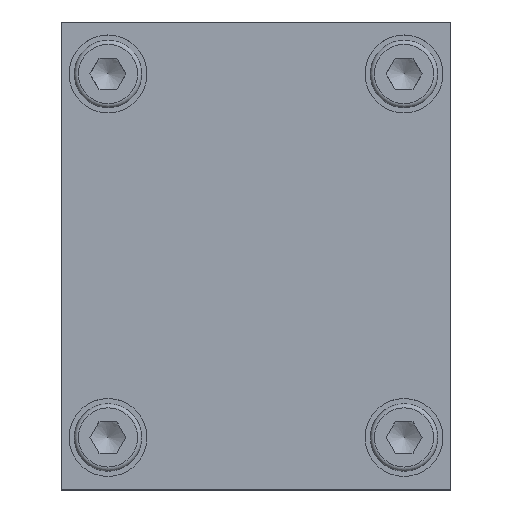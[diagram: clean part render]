
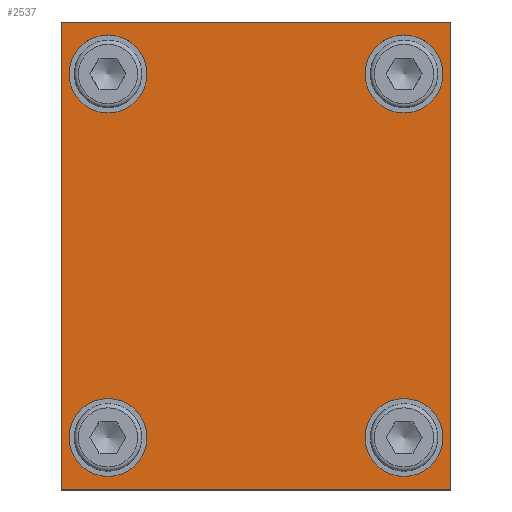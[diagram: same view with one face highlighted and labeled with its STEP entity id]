
A CAD part, top view. The second image highlights one B-rep face of the part: STEP entity #2537.
In plain terms, the highlighted planar face has unit normal (0, 0, 1).
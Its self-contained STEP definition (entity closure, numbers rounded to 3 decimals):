
#1964=CARTESIAN_POINT('',(37.5,45.0,30.0));
#1965=VERTEX_POINT('',#1964);
#1972=CARTESIAN_POINT('',(37.5,-45.,30.0));
#1973=VERTEX_POINT('',#1972);
#1974=CARTESIAN_POINT('',(37.5,45.0,30.0));
#1975=DIRECTION('',(0.0,-1.0,0.0));
#1976=VECTOR('',#1975,90.0);
#1977=LINE('',#1974,#1976);
#1978=EDGE_CURVE('',#1965,#1973,#1977,.T.);
#2089=CARTESIAN_POINT('',(-21.,-35.0,30.0));
#2090=VERTEX_POINT('',#2089);
#2091=CARTESIAN_POINT('',(-28.5,-35.0,30.0));
#2092=DIRECTION('',(0.0,0.0,-1.0));
#2093=DIRECTION('',(1.0,0.0,0.0));
#2094=AXIS2_PLACEMENT_3D('',#2091,#2092,#2093);
#2095=CIRCLE('',#2094,7.5);
#2096=EDGE_CURVE('',#2090,#2090,#2095,.T.);
#2191=CARTESIAN_POINT('',(36.0,-35.0,30.0));
#2192=VERTEX_POINT('',#2191);
#2193=CARTESIAN_POINT('',(28.5,-35.0,30.0));
#2194=DIRECTION('',(0.0,0.0,-1.0));
#2195=DIRECTION('',(1.0,0.0,0.0));
#2196=AXIS2_PLACEMENT_3D('',#2193,#2194,#2195);
#2197=CIRCLE('',#2196,7.5);
#2198=EDGE_CURVE('',#2192,#2192,#2197,.T.);
#2293=CARTESIAN_POINT('',(36.0,35.0,30.0));
#2294=VERTEX_POINT('',#2293);
#2295=CARTESIAN_POINT('',(28.5,35.0,30.0));
#2296=DIRECTION('',(0.0,0.0,-1.0));
#2297=DIRECTION('',(1.0,0.0,0.0));
#2298=AXIS2_PLACEMENT_3D('',#2295,#2296,#2297);
#2299=CIRCLE('',#2298,7.5);
#2300=EDGE_CURVE('',#2294,#2294,#2299,.T.);
#2387=CARTESIAN_POINT('',(-21.,35.0,30.0));
#2388=VERTEX_POINT('',#2387);
#2389=CARTESIAN_POINT('',(-28.5,35.0,30.0));
#2390=DIRECTION('',(0.0,0.0,-1.0));
#2391=DIRECTION('',(1.0,0.0,0.0));
#2392=AXIS2_PLACEMENT_3D('',#2389,#2390,#2391);
#2393=CIRCLE('',#2392,7.5);
#2394=EDGE_CURVE('',#2388,#2388,#2393,.T.);
#2440=CARTESIAN_POINT('',(-37.5,-45.,30.0));
#2441=VERTEX_POINT('',#2440);
#2442=CARTESIAN_POINT('',(37.5,-45.,30.0));
#2443=DIRECTION('',(-1.0,0.0,0.0));
#2444=VECTOR('',#2443,75.0);
#2445=LINE('',#2442,#2444);
#2446=EDGE_CURVE('',#1973,#2441,#2445,.T.);
#2479=CARTESIAN_POINT('',(-37.5,45.0,30.0));
#2480=VERTEX_POINT('',#2479);
#2481=CARTESIAN_POINT('',(-37.5,-45.,30.0));
#2482=DIRECTION('',(0.0,1.0,0.0));
#2483=VECTOR('',#2482,90.0);
#2484=LINE('',#2481,#2483);
#2485=EDGE_CURVE('',#2441,#2480,#2484,.T.);
#2502=CARTESIAN_POINT('',(-37.5,45.0,30.0));
#2503=DIRECTION('',(1.0,0.0,0.0));
#2504=VECTOR('',#2503,75.0);
#2505=LINE('',#2502,#2504);
#2506=EDGE_CURVE('',#2480,#1965,#2505,.T.);
#2514=CARTESIAN_POINT('',(0.,0.,30.0));
#2515=DIRECTION('',(0.0,0.0,1.0));
#2516=DIRECTION('',(1.0,0.0,0.0));
#2517=AXIS2_PLACEMENT_3D('',#2514,#2515,#2516);
#2518=PLANE('',#2517);
#2519=ORIENTED_EDGE('',*,*,#1978,.F.);
#2520=ORIENTED_EDGE('',*,*,#2506,.F.);
#2521=ORIENTED_EDGE('',*,*,#2485,.F.);
#2522=ORIENTED_EDGE('',*,*,#2446,.F.);
#2523=EDGE_LOOP('',(#2519,#2520,#2521,#2522));
#2524=FACE_OUTER_BOUND('',#2523,.T.);
#2525=ORIENTED_EDGE('',*,*,#2096,.T.);
#2526=EDGE_LOOP('',(#2525));
#2527=FACE_BOUND('',#2526,.T.);
#2528=ORIENTED_EDGE('',*,*,#2198,.T.);
#2529=EDGE_LOOP('',(#2528));
#2530=FACE_BOUND('',#2529,.T.);
#2531=ORIENTED_EDGE('',*,*,#2300,.T.);
#2532=EDGE_LOOP('',(#2531));
#2533=FACE_BOUND('',#2532,.T.);
#2534=ORIENTED_EDGE('',*,*,#2394,.T.);
#2535=EDGE_LOOP('',(#2534));
#2536=FACE_BOUND('',#2535,.T.);
#2537=ADVANCED_FACE('',(#2524,#2527,#2530,#2533,#2536),#2518,.T.);
